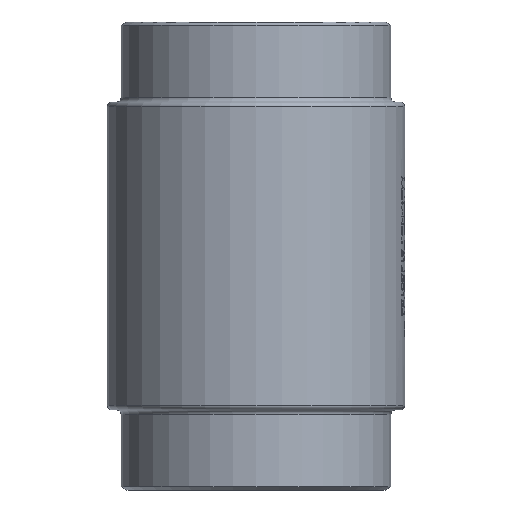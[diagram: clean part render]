
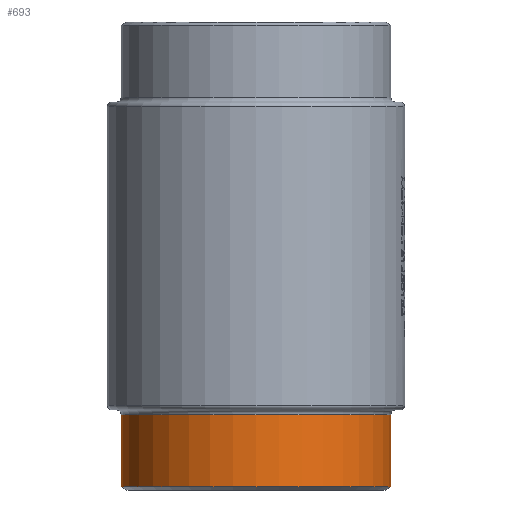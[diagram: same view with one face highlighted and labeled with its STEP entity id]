
A CAD part, front view. The second image highlights one B-rep face of the part: STEP entity #693.
In plain terms, the highlighted cylindrical face has radius 84.15 mm (diameter 168.3 mm), a partial arc.
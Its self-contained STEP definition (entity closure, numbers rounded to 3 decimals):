
#608 = LINE ( 'NONE', #4717, #26798 ) ;
#685 = CARTESIAN_POINT ( 'NONE',  ( 0., 0., -289.979 ) ) ;
#693 = ADVANCED_FACE ( 'NONE', ( #7591 ), #9439, .T. ) ;
#789 = CARTESIAN_POINT ( 'NONE',  ( -84.15, 0., -292. ) ) ;
#949 = AXIS2_PLACEMENT_3D ( 'NONE', #685, #14584, #2487 ) ;
#1877 = CIRCLE ( 'NONE', #949, 84.15 ) ;
#2487 = DIRECTION ( 'NONE',  ( 1., 0., 0. ) ) ;
#4717 = CARTESIAN_POINT ( 'NONE',  ( 84.15, 0., -292. ) ) ;
#5459 = CARTESIAN_POINT ( 'NONE',  ( 0., 0., -292. ) ) ;
#6284 = ORIENTED_EDGE ( 'NONE', *, *, #8158, .T. ) ;
#6777 = CARTESIAN_POINT ( 'NONE',  ( 0., 0., -245. ) ) ;
#7591 = FACE_OUTER_BOUND ( 'NONE', #21093, .T. ) ;
#8158 = EDGE_CURVE ( 'NONE', #10703, #23155, #1877, .T. ) ;
#8182 = VECTOR ( 'NONE', #26603, 1000. ) ;
#9031 = ORIENTED_EDGE ( 'NONE', *, *, #9840, .T. ) ;
#9439 = CYLINDRICAL_SURFACE ( 'NONE', #23729, 84.15 ) ;
#9840 = EDGE_CURVE ( 'NONE', #24062, #10703, #18216, .T. ) ;
#10703 = VERTEX_POINT ( 'NONE', #15549 ) ;
#11863 = DIRECTION ( 'NONE',  ( 1., 0., 0. ) ) ;
#11885 = ORIENTED_EDGE ( 'NONE', *, *, #17757, .F. ) ;
#12831 = CARTESIAN_POINT ( 'NONE',  ( -84.15, 0., -245. ) ) ;
#14408 = CARTESIAN_POINT ( 'NONE',  ( 84.15, 0., -245. ) ) ;
#14584 = DIRECTION ( 'NONE',  ( 0., 0., 1. ) ) ;
#14952 = ORIENTED_EDGE ( 'NONE', *, *, #19154, .T. ) ;
#15549 = CARTESIAN_POINT ( 'NONE',  ( -84.15, 0., -289.979 ) ) ;
#17757 = EDGE_CURVE ( 'NONE', #23117, #23155, #608, .T. ) ;
#18082 = DIRECTION ( 'NONE',  ( 0., 0., -1. ) ) ;
#18216 = LINE ( 'NONE', #789, #8182 ) ;
#18498 = CARTESIAN_POINT ( 'NONE',  ( 84.15, 0., -289.979 ) ) ;
#19154 = EDGE_CURVE ( 'NONE', #23117, #24062, #20470, .T. ) ;
#19972 = DIRECTION ( 'NONE',  ( 1., 0., 0. ) ) ;
#20470 = CIRCLE ( 'NONE', #23195, 84.15 ) ;
#21093 = EDGE_LOOP ( 'NONE', ( #14952, #9031, #6284, #11885 ) ) ;
#22024 = DIRECTION ( 'NONE',  ( 0., 0., -1. ) ) ;
#23117 = VERTEX_POINT ( 'NONE', #14408 ) ;
#23155 = VERTEX_POINT ( 'NONE', #18498 ) ;
#23195 = AXIS2_PLACEMENT_3D ( 'NONE', #6777, #27847, #19972 ) ;
#23729 = AXIS2_PLACEMENT_3D ( 'NONE', #5459, #18082, #11863 ) ;
#24062 = VERTEX_POINT ( 'NONE', #12831 ) ;
#26603 = DIRECTION ( 'NONE',  ( 0., 0., -1. ) ) ;
#26798 = VECTOR ( 'NONE', #22024, 1000. ) ;
#27847 = DIRECTION ( 'NONE',  ( 0., 0., -1. ) ) ;
